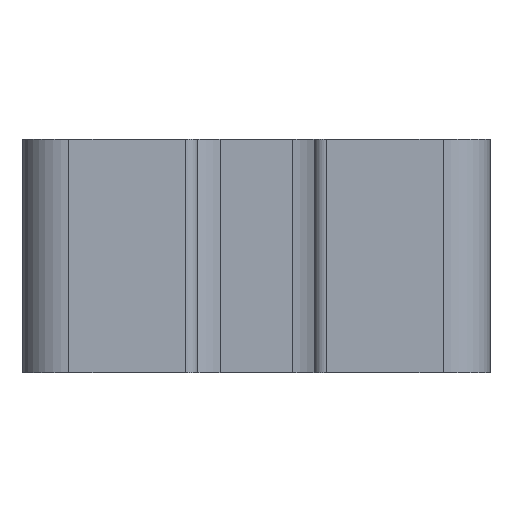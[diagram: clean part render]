
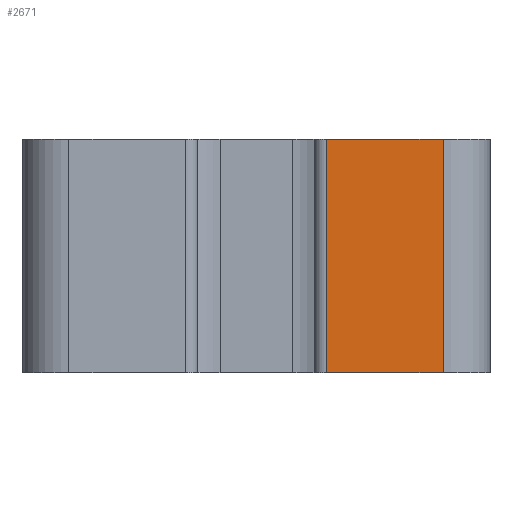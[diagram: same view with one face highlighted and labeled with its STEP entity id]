
A CAD part, left-side view. The second image highlights one B-rep face of the part: STEP entity #2671.
In plain terms, the highlighted planar face has unit normal (-1, 0, 0).
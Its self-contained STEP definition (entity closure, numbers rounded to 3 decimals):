
#2613=CARTESIAN_POINT('',(-53.,-18.,10.0));
#2614=VERTEX_POINT('',#2613);
#2622=CARTESIAN_POINT('',(-53.,-18.,0.0));
#2623=VERTEX_POINT('',#2622);
#2624=CARTESIAN_POINT('',(-53.,-18.,0.0));
#2625=DIRECTION('',(0.0,0.0,1.0));
#2626=VECTOR('',#2625,10.0);
#2627=LINE('',#2624,#2626);
#2628=EDGE_CURVE('',#2623,#2614,#2627,.T.);
#2641=CARTESIAN_POINT('',(-53.,-18.,0.0));
#2642=DIRECTION('',(-1.0,0.0,0.0));
#2643=DIRECTION('',(0.0,0.0,1.0));
#2644=AXIS2_PLACEMENT_3D('',#2641,#2642,#2643);
#2645=PLANE('',#2644);
#2646=CARTESIAN_POINT('',(-53.0,-13.,10.0));
#2647=VERTEX_POINT('',#2646);
#2648=CARTESIAN_POINT('',(-53.,-18.,10.0));
#2649=DIRECTION('',(0.0,1.0,0.0));
#2650=VECTOR('',#2649,5.);
#2651=LINE('',#2648,#2650);
#2652=EDGE_CURVE('',#2614,#2647,#2651,.T.);
#2653=ORIENTED_EDGE('',*,*,#2652,.T.);
#2654=CARTESIAN_POINT('',(-53.0,-13.,0.0));
#2655=VERTEX_POINT('',#2654);
#2656=CARTESIAN_POINT('',(-53.0,-13.,0.0));
#2657=DIRECTION('',(0.0,0.0,1.0));
#2658=VECTOR('',#2657,10.0);
#2659=LINE('',#2656,#2658);
#2660=EDGE_CURVE('',#2655,#2647,#2659,.T.);
#2661=ORIENTED_EDGE('',*,*,#2660,.F.);
#2662=CARTESIAN_POINT('',(-53.0,-13.,0.0));
#2663=DIRECTION('',(0.0,-1.0,0.0));
#2664=VECTOR('',#2663,5.);
#2665=LINE('',#2662,#2664);
#2666=EDGE_CURVE('',#2655,#2623,#2665,.T.);
#2667=ORIENTED_EDGE('',*,*,#2666,.T.);
#2668=ORIENTED_EDGE('',*,*,#2628,.T.);
#2669=EDGE_LOOP('',(#2653,#2661,#2667,#2668));
#2670=FACE_OUTER_BOUND('',#2669,.T.);
#2671=ADVANCED_FACE('',(#2670),#2645,.T.);
